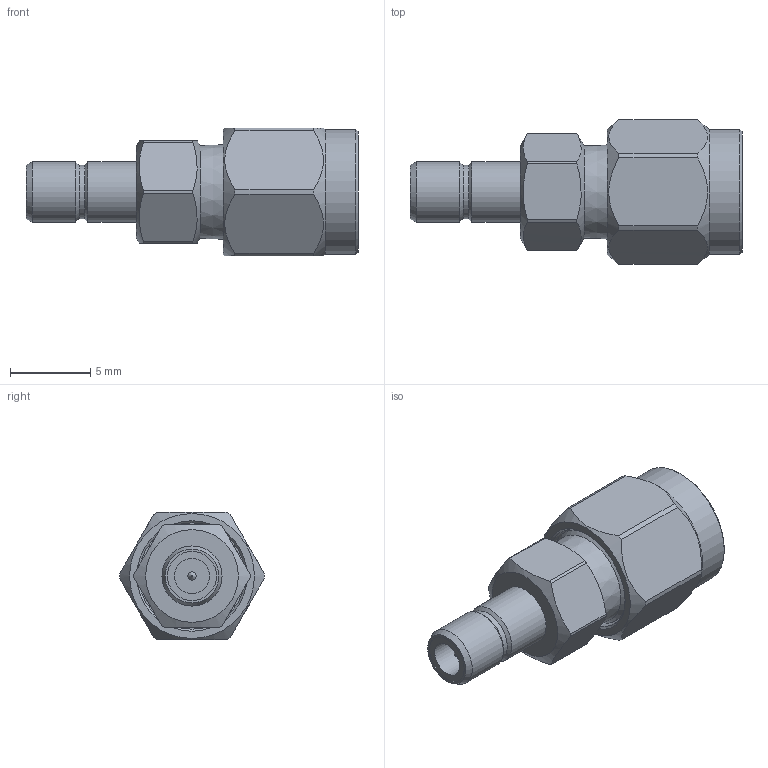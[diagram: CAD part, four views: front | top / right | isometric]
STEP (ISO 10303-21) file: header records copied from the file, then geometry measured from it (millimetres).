
FILE_DESCRIPTION (( 'STEP AP203' ), '1' );
FILE_NAME ('PE9145_3D.step', '2022-02-28T23:12:05', ( '' ), ( '' ), 'SwSTEP 2.0', 'SolidWorks 2021', '' );
FILE_SCHEMA (( 'CONFIG_CONTROL_DESIGN' ));
Length unit declared in the file: inch
Products named in the file (1): PE9145_3D
Bounding box: 20.62 x 8.99 x 7.94 mm (x, y, z)
Volume: 561.5 mm3; surface area: 774.4 mm2
Topology: 1 solids, 1 shells, 73 faces, 185 edges, 124 vertices
Faces by surface type: cylinder 31, plane 24, cone 14, bspline 4
Full cylindrical faces by diameter (mm): 0.508 x1, 0.94 x1, 1.194 x1, 2.191 x1, 3.048 x1, 3.335 x1, 3.735 x2, 4.445 x1, 6.35 x7, 6.604 x1, 7.762 x1
Entity records: 3508 total; most frequent: CARTESIAN_POINT 1983, ORIENTED_EDGE 292, DIRECTION 272, EDGE_CURVE 146, AXIS2_PLACEMENT_3D 124, VERTEX_POINT 118, EDGE_LOOP 104, FACE_OUTER_BOUND 81
